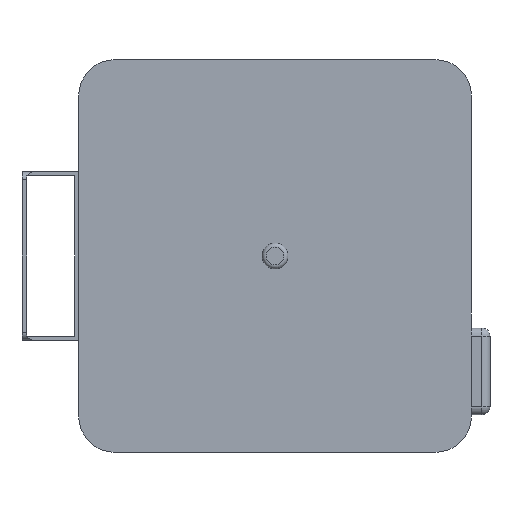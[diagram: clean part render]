
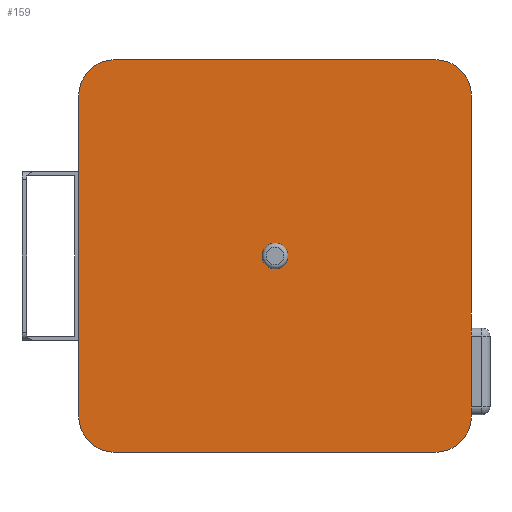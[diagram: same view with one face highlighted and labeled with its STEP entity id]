
A CAD part, left-side view. The second image highlights one B-rep face of the part: STEP entity #159.
In plain terms, the highlighted planar face has unit normal (-1, 0, 0).
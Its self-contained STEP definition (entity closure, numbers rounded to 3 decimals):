
#159 = ADVANCED_FACE( '', ( #320, #321 ), #322, .F. );
#320 = FACE_BOUND( '', #478, .T. );
#321 = FACE_OUTER_BOUND( '', #479, .T. );
#322 = PLANE( '', #480 );
#478 = EDGE_LOOP( '', ( #876 ) );
#479 = EDGE_LOOP( '', ( #877, #878, #879, #880, #881, #882, #883, #884, #885, #886 ) );
#480 = AXIS2_PLACEMENT_3D( '', #887, #888, #889 );
#876 = ORIENTED_EDGE( '', *, *, #1063, .T. );
#877 = ORIENTED_EDGE( '', *, *, #1102, .F. );
#878 = ORIENTED_EDGE( '', *, *, #1026, .T. );
#879 = ORIENTED_EDGE( '', *, *, #1029, .F. );
#880 = ORIENTED_EDGE( '', *, *, #951, .F. );
#881 = ORIENTED_EDGE( '', *, *, #984, .F. );
#882 = ORIENTED_EDGE( '', *, *, #1077, .T. );
#883 = ORIENTED_EDGE( '', *, *, #1080, .F. );
#884 = ORIENTED_EDGE( '', *, *, #978, .T. );
#885 = ORIENTED_EDGE( '', *, *, #1095, .F. );
#886 = ORIENTED_EDGE( '', *, *, #1072, .T. );
#887 = CARTESIAN_POINT( '', ( -67.5, -242.5, -242.5 ) );
#888 = DIRECTION( '', ( 1., 0., 0. ) );
#889 = DIRECTION( '', ( 0., 1., 0. ) );
#951 = EDGE_CURVE( '', #1131, #1133, #1134, .T. );
#978 = EDGE_CURVE( '', #1178, #1176, #1179, .F. );
#984 = EDGE_CURVE( '', #1186, #1131, #1188, .T. );
#1026 = EDGE_CURVE( '', #1255, #1253, #1256, .F. );
#1029 = EDGE_CURVE( '', #1133, #1253, #1259, .T. );
#1063 = EDGE_CURVE( '', #1303, #1303, #1304, .T. );
#1072 = EDGE_CURVE( '', #1316, #1314, #1317, .F. );
#1077 = EDGE_CURVE( '', #1186, #1322, #1324, .F. );
#1080 = EDGE_CURVE( '', #1178, #1322, #1327, .T. );
#1095 = EDGE_CURVE( '', #1316, #1176, #1343, .T. );
#1102 = EDGE_CURVE( '', #1255, #1314, #1350, .T. );
#1131 = VERTEX_POINT( '', #1384 );
#1133 = VERTEX_POINT( '', #1387 );
#1134 = LINE( '', #1388, #1389 );
#1176 = VERTEX_POINT( '', #1441 );
#1178 = VERTEX_POINT( '', #1444 );
#1179 = CIRCLE( '', #1445, 45. );
#1186 = VERTEX_POINT( '', #1455 );
#1188 = LINE( '', #1458, #1459 );
#1253 = VERTEX_POINT( '', #1546 );
#1255 = VERTEX_POINT( '', #1549 );
#1256 = CIRCLE( '', #1550, 45. );
#1259 = LINE( '', #1554, #1555 );
#1303 = VERTEX_POINT( '', #1615 );
#1304 = CIRCLE( '', #1616, 16. );
#1314 = VERTEX_POINT( '', #1628 );
#1316 = VERTEX_POINT( '', #1631 );
#1317 = CIRCLE( '', #1632, 45. );
#1322 = VERTEX_POINT( '', #1638 );
#1324 = CIRCLE( '', #1641, 45. );
#1327 = LINE( '', #1645, #1646 );
#1343 = LINE( '', #1668, #1669 );
#1350 = LINE( '', #1678, #1679 );
#1384 = CARTESIAN_POINT( '', ( -67.5, -242.5, -89. ) );
#1387 = CARTESIAN_POINT( '', ( -67.5, -242.5, -196. ) );
#1388 = CARTESIAN_POINT( '', ( -67.5, -242.5, 242.5 ) );
#1389 = VECTOR( '', #1706, 1000. );
#1441 = CARTESIAN_POINT( '', ( -67.5, 242.5, 197.5 ) );
#1444 = CARTESIAN_POINT( '', ( -67.5, 197.5, 242.5 ) );
#1445 = AXIS2_PLACEMENT_3D( '', #1748, #1749, #1750 );
#1455 = CARTESIAN_POINT( '', ( -67.5, -242.5, 197.5 ) );
#1458 = CARTESIAN_POINT( '', ( -67.5, -242.5, 242.5 ) );
#1459 = VECTOR( '', #1755, 1000. );
#1546 = CARTESIAN_POINT( '', ( -67.5, -242.5, -197.5 ) );
#1549 = CARTESIAN_POINT( '', ( -67.5, -197.5, -242.5 ) );
#1550 = AXIS2_PLACEMENT_3D( '', #1806, #1807, #1808 );
#1554 = CARTESIAN_POINT( '', ( -67.5, -242.5, 242.5 ) );
#1555 = VECTOR( '', #1810, 1000. );
#1615 = CARTESIAN_POINT( '', ( -67.5, -16., 0. ) );
#1616 = AXIS2_PLACEMENT_3D( '', #1851, #1852, #1853 );
#1628 = CARTESIAN_POINT( '', ( -67.5, 197.5, -242.5 ) );
#1631 = CARTESIAN_POINT( '', ( -67.5, 242.5, -197.5 ) );
#1632 = AXIS2_PLACEMENT_3D( '', #1860, #1861, #1862 );
#1638 = CARTESIAN_POINT( '', ( -67.5, -197.5, 242.5 ) );
#1641 = AXIS2_PLACEMENT_3D( '', #1868, #1869, #1870 );
#1645 = CARTESIAN_POINT( '', ( -67.5, 242.5, 242.5 ) );
#1646 = VECTOR( '', #1872, 1000. );
#1668 = CARTESIAN_POINT( '', ( -67.5, 242.5, -242.5 ) );
#1669 = VECTOR( '', #1885, 1000. );
#1678 = CARTESIAN_POINT( '', ( -67.5, -242.5, -242.5 ) );
#1679 = VECTOR( '', #1888, 1000. );
#1706 = DIRECTION( '', ( 0., 0., -1. ) );
#1748 = CARTESIAN_POINT( '', ( -67.5, 197.5, 197.5 ) );
#1749 = DIRECTION( '', ( 1., 0., 0. ) );
#1750 = DIRECTION( '', ( 0., 1., 0. ) );
#1755 = DIRECTION( '', ( 0., 0., -1. ) );
#1806 = CARTESIAN_POINT( '', ( -67.5, -197.5, -197.5 ) );
#1807 = DIRECTION( '', ( 1., 0., 0. ) );
#1808 = DIRECTION( '', ( 0., 1., 0. ) );
#1810 = DIRECTION( '', ( 0., 0., -1. ) );
#1851 = CARTESIAN_POINT( '', ( -67.5, 0., 0. ) );
#1852 = DIRECTION( '', ( 1., 0., 0. ) );
#1853 = DIRECTION( '', ( 0., -1., 0. ) );
#1860 = CARTESIAN_POINT( '', ( -67.5, 197.5, -197.5 ) );
#1861 = DIRECTION( '', ( 1., 0., 0. ) );
#1862 = DIRECTION( '', ( 0., 1., 0. ) );
#1868 = CARTESIAN_POINT( '', ( -67.5, -197.5, 197.5 ) );
#1869 = DIRECTION( '', ( 1., 0., 0. ) );
#1870 = DIRECTION( '', ( 0., 1., 0. ) );
#1872 = DIRECTION( '', ( 0., -1., 0. ) );
#1885 = DIRECTION( '', ( 0., 0., 1. ) );
#1888 = DIRECTION( '', ( 0., 1., 0. ) );
